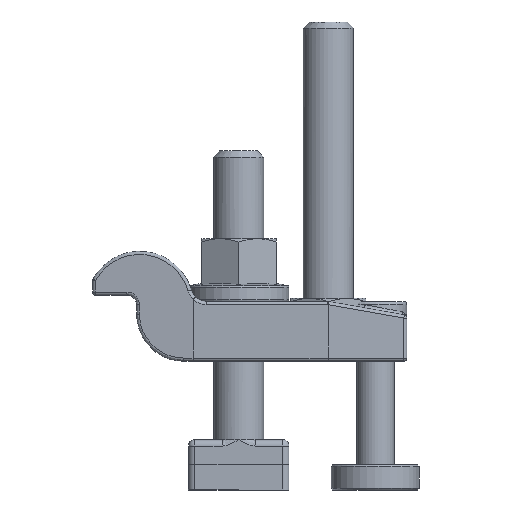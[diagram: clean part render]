
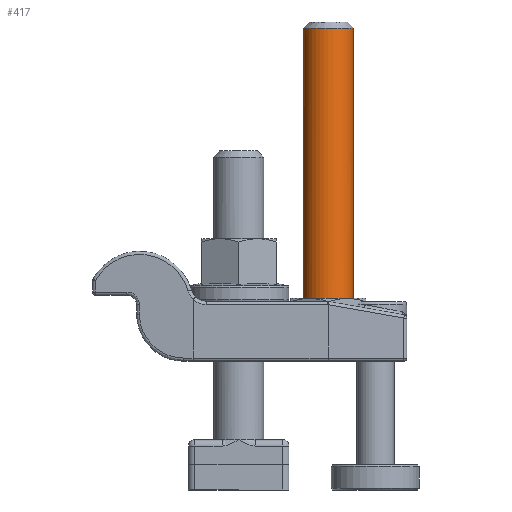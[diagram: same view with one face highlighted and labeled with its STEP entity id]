
A CAD part, front view. The second image highlights one B-rep face of the part: STEP entity #417.
In plain terms, the highlighted cylindrical face has radius 8 mm (diameter 16 mm), a full revolution.
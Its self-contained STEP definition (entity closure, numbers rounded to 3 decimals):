
#417 = ADVANCED_FACE( '', ( #762, #763 ), #764, .T. );
#762 = FACE_OUTER_BOUND( '', #2078, .T. );
#763 = FACE_OUTER_BOUND( '', #2079, .T. );
#764 = CYLINDRICAL_SURFACE( '', #2080, 8. );
#2078 = EDGE_LOOP( '', ( #3224 ) );
#2079 = EDGE_LOOP( '', ( #3225, #3226, #3227, #3228, #3229, #3230 ) );
#2080 = AXIS2_PLACEMENT_3D( '', #3231, #3232, #3233 );
#3224 = ORIENTED_EDGE( '', *, *, #3756, .T. );
#3225 = ORIENTED_EDGE( '', *, *, #3757, .F. );
#3226 = ORIENTED_EDGE( '', *, *, #3758, .F. );
#3227 = ORIENTED_EDGE( '', *, *, #3759, .F. );
#3228 = ORIENTED_EDGE( '', *, *, #3760, .F. );
#3229 = ORIENTED_EDGE( '', *, *, #3761, .F. );
#3230 = ORIENTED_EDGE( '', *, *, #3745, .F. );
#3231 = CARTESIAN_POINT( '', ( 0., 0., 108. ) );
#3232 = DIRECTION( '', ( 0., 0., 1. ) );
#3233 = DIRECTION( '', ( -1., 0., 0. ) );
#3745 = EDGE_CURVE( '', #4269, #4270, #4271, .F. );
#3756 = EDGE_CURVE( '', #4291, #4291, #4292, .F. );
#3757 = EDGE_CURVE( '', #4293, #4269, #4294, .F. );
#3758 = EDGE_CURVE( '', #4295, #4293, #4296, .F. );
#3759 = EDGE_CURVE( '', #4297, #4295, #4298, .F. );
#3760 = EDGE_CURVE( '', #4282, #4297, #4299, .F. );
#3761 = EDGE_CURVE( '', #4270, #4282, #4300, .F. );
#4269 = VERTEX_POINT( '', #5851 );
#4270 = VERTEX_POINT( '', #5852 );
#4271 = CIRCLE( '', #5853, 8. );
#4282 = VERTEX_POINT( '', #5869 );
#4291 = VERTEX_POINT( '', #5939 );
#4292 = CIRCLE( '', #5940, 8. );
#4293 = VERTEX_POINT( '', #5941 );
#4294 = CIRCLE( '', #5942, 8. );
#4295 = VERTEX_POINT( '', #5943 );
#4296 = CIRCLE( '', #5944, 8. );
#4297 = VERTEX_POINT( '', #5945 );
#4298 = CIRCLE( '', #5946, 8. );
#4299 = CIRCLE( '', #5947, 8. );
#4300 = CIRCLE( '', #5948, 8. );
#5851 = CARTESIAN_POINT( '', ( 6., -5.292, 16. ) );
#5852 = CARTESIAN_POINT( '', ( -6., -5.292, 16. ) );
#5853 = AXIS2_PLACEMENT_3D( '', #6674, #6675, #6676 );
#5869 = CARTESIAN_POINT( '', ( -8., 0., 16. ) );
#5939 = CARTESIAN_POINT( '', ( 8., 0., 106. ) );
#5940 = AXIS2_PLACEMENT_3D( '', #6685, #6686, #6687 );
#5941 = CARTESIAN_POINT( '', ( 8., 0., 16. ) );
#5942 = AXIS2_PLACEMENT_3D( '', #6688, #6689, #6690 );
#5943 = CARTESIAN_POINT( '', ( 6., 5.292, 16. ) );
#5944 = AXIS2_PLACEMENT_3D( '', #6691, #6692, #6693 );
#5945 = CARTESIAN_POINT( '', ( -6., 5.292, 16. ) );
#5946 = AXIS2_PLACEMENT_3D( '', #6694, #6695, #6696 );
#5947 = AXIS2_PLACEMENT_3D( '', #6697, #6698, #6699 );
#5948 = AXIS2_PLACEMENT_3D( '', #6700, #6701, #6702 );
#6674 = CARTESIAN_POINT( '', ( 0., 0., 16. ) );
#6675 = DIRECTION( '', ( 0., 0., 1. ) );
#6676 = DIRECTION( '', ( 1., 0., 0. ) );
#6685 = CARTESIAN_POINT( '', ( 0., 0., 106. ) );
#6686 = DIRECTION( '', ( 0., 0., 1. ) );
#6687 = DIRECTION( '', ( 1., 0., 0. ) );
#6688 = CARTESIAN_POINT( '', ( 0., 0., 16. ) );
#6689 = DIRECTION( '', ( 0., 0., 1. ) );
#6690 = DIRECTION( '', ( 1., 0., 0. ) );
#6691 = CARTESIAN_POINT( '', ( 0., 0., 16. ) );
#6692 = DIRECTION( '', ( 0., 0., 1. ) );
#6693 = DIRECTION( '', ( 1., 0., 0. ) );
#6694 = CARTESIAN_POINT( '', ( 0., 0., 16. ) );
#6695 = DIRECTION( '', ( 0., 0., 1. ) );
#6696 = DIRECTION( '', ( 1., 0., 0. ) );
#6697 = CARTESIAN_POINT( '', ( 0., 0., 16. ) );
#6698 = DIRECTION( '', ( 0., 0., 1. ) );
#6699 = DIRECTION( '', ( 1., 0., 0. ) );
#6700 = CARTESIAN_POINT( '', ( 0., 0., 16. ) );
#6701 = DIRECTION( '', ( 0., 0., 1. ) );
#6702 = DIRECTION( '', ( 1., 0., 0. ) );
